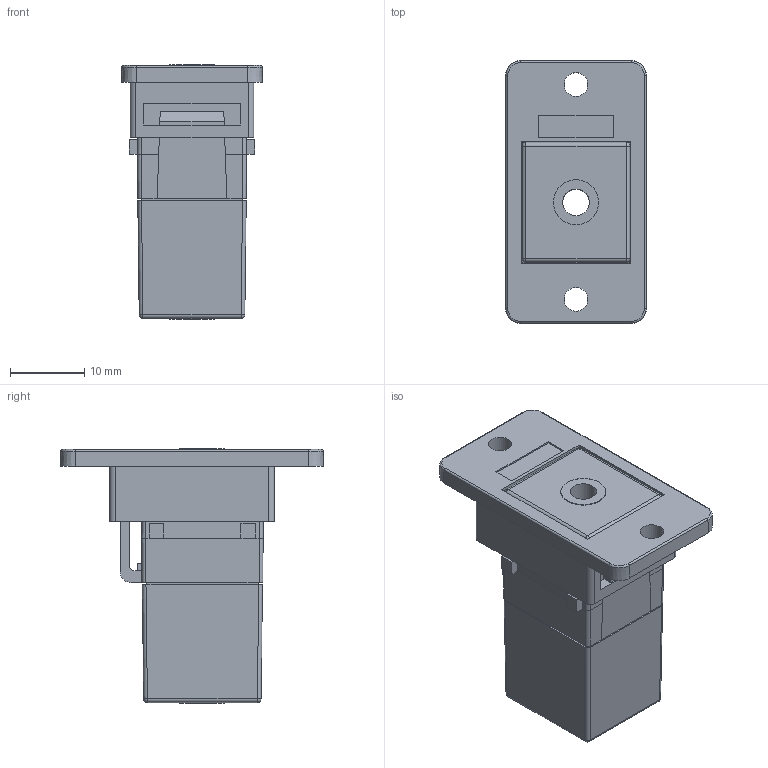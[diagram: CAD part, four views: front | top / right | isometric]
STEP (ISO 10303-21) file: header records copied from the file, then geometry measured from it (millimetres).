
FILE_DESCRIPTION(/* description */ (''),/* implementation_level */ '2;1');
FILE_NAME(/* name */ 'CP30664MX1.stp',/* time_stamp */ '2026-01-20T14:42:26Z',/* author */ ('TOttley'),/* organization */ (''),/* preprocessor_version */ 'ST-DEVELOPER v20.1',/* originating_system */ 'Autodesk Inventor 2026',/* authorisation */ '');
FILE_SCHEMA (('AUTOMOTIVE_DESIGN { 1 0 10303 214 3 1 1 }'));
Length unit declared in the file: millimetre
Products named in the file (1): Part1
Bounding box: 19 x 35.5 x 34.4 mm (x, y, z)
Volume: 6424.7 mm3; surface area: 9209.8 mm2
Topology: 1 solids, 1 shells, 276 faces, 739 edges, 470 vertices
Faces by surface type: plane 211, cylinder 38, bspline 11, sphere 8, torus 4, cone 4
Full cylindrical faces by diameter (mm): 3.2 x2, 3.6 x2, 6.1 x4
Entity records: 8829 total; most frequent: CARTESIAN_POINT 1632, ORIENTED_EDGE 1462, DIRECTION 1325, EDGE_CURVE 731, LINE 625, VECTOR 625, VERTEX_POINT 470, AXIS2_PLACEMENT_3D 350
